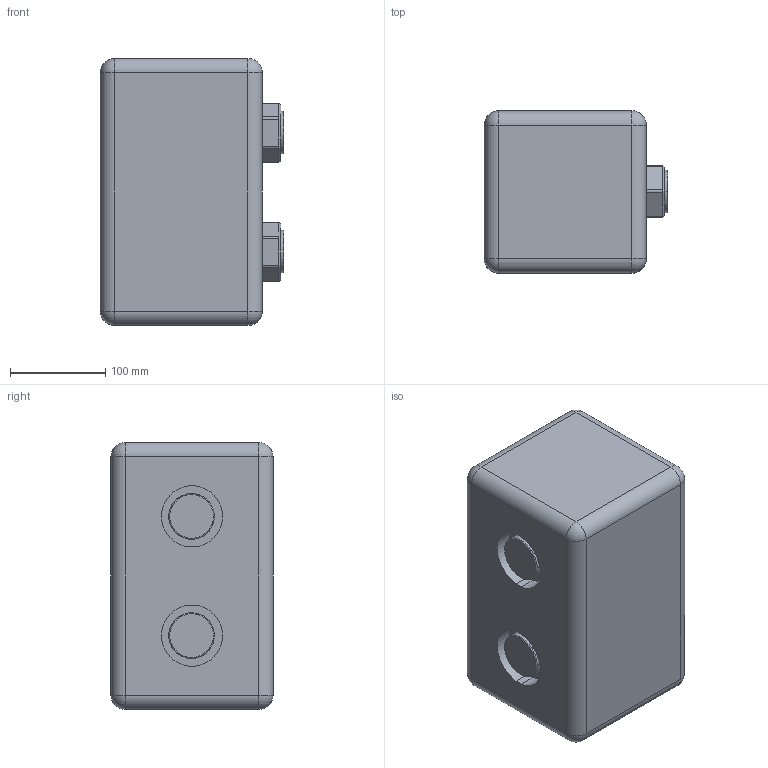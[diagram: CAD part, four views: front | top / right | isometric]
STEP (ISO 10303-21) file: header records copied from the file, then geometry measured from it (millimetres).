
FILE_DESCRIPTION(('CATIA V5 STEP Exchange','CAx-IF Rec.Pracs.--- Model Styling and Organization---1.4--- 2014-01-23','CAx-IF Rec.Pracs.---3D Tessellated Data Validation Properties---0.5---2014-09-14'),'2;1');
FILE_NAME('STEP_550205_-_TST.stp','2021-06-01T11:19:29+00:00',('none'),('none'),'CATIA Version 5-6 Release 2019 SP3','CATIA V5 STEP AP242 v1','none');
FILE_SCHEMA(('AP242_MANAGED_MODEL_BASED_3D_ENGINEERING_MIM_LF {1 0 10303 442 1 1 4}'));
Length unit declared in the file: millimetre
Products named in the file (1): 550205 - TST
Bounding box: 192.5 x 170 x 280 mm (x, y, z)
Volume: 8024975.4 mm3; surface area: 253080.5 mm2
Topology: 1 solids, 1 shells, 108 faces, 284 edges, 180 vertices
Faces by surface type: plane 44, cylinder 36, cone 12, torus 8, sphere 8
Entity records: 3330 total; most frequent: CARTESIAN_POINT 742, ORIENTED_EDGE 552, DIRECTION 466, EDGE_CURVE 276, AXIS2_PLACEMENT_3D 232, VERTEX_POINT 180, VECTOR 132, LINE 132
